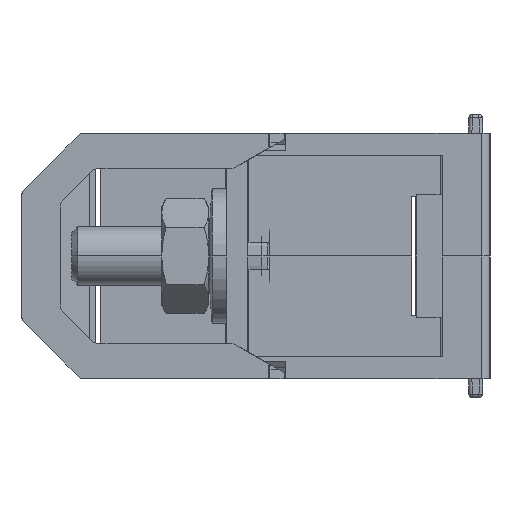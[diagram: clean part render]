
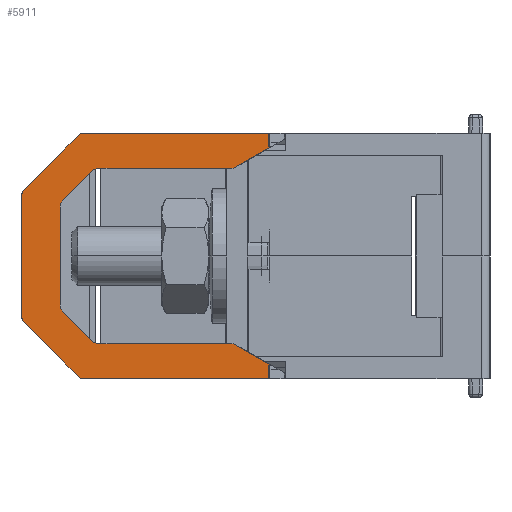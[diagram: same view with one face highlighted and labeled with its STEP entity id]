
A CAD part, left-side view. The second image highlights one B-rep face of the part: STEP entity #5911.
In plain terms, the highlighted planar face has unit normal (-1, 0, 0).
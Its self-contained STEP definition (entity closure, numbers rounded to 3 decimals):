
#5911=ADVANCED_FACE('',(#8178),#7286,.T.);
#7286=PLANE('',#31897);
#8178=FACE_OUTER_BOUND('',#9531,.T.);
#9531=EDGE_LOOP('',(#12101,#12102,#12103,#12104,#12105,#12106,#12107,#12108,
#12109,#12110,#12111,#12112,#12113,#12114,#12115,#12116,#12117,#12118,#12119,
#12120,#12121,#12122,#12123,#12124));
#10923=CIRCLE('',#31887,0.8);
#10924=CIRCLE('',#31888,1.5);
#10925=CIRCLE('',#31889,1.5);
#10926=CIRCLE('',#31890,1.5);
#10927=CIRCLE('',#31891,1.5);
#10928=CIRCLE('',#31892,1.5);
#10929=CIRCLE('',#31893,1.5);
#10930=CIRCLE('',#31894,0.8);
#10931=CIRCLE('',#31895,0.8);
#10932=CIRCLE('',#31896,0.8);
#12101=ORIENTED_EDGE('',*,*,#22440,.T.);
#12102=ORIENTED_EDGE('',*,*,#22441,.F.);
#12103=ORIENTED_EDGE('',*,*,#22225,.T.);
#12104=ORIENTED_EDGE('',*,*,#22236,.F.);
#12105=ORIENTED_EDGE('',*,*,#22442,.T.);
#12106=ORIENTED_EDGE('',*,*,#22443,.F.);
#12107=ORIENTED_EDGE('',*,*,#22444,.T.);
#12108=ORIENTED_EDGE('',*,*,#22445,.T.);
#12109=ORIENTED_EDGE('',*,*,#22446,.T.);
#12110=ORIENTED_EDGE('',*,*,#22447,.T.);
#12111=ORIENTED_EDGE('',*,*,#22448,.T.);
#12112=ORIENTED_EDGE('',*,*,#22449,.T.);
#12113=ORIENTED_EDGE('',*,*,#22450,.T.);
#12114=ORIENTED_EDGE('',*,*,#22451,.F.);
#12115=ORIENTED_EDGE('',*,*,#22452,.T.);
#12116=ORIENTED_EDGE('',*,*,#22349,.F.);
#12117=ORIENTED_EDGE('',*,*,#22210,.T.);
#12118=ORIENTED_EDGE('',*,*,#22195,.F.);
#12119=ORIENTED_EDGE('',*,*,#22453,.T.);
#12120=ORIENTED_EDGE('',*,*,#22454,.F.);
#12121=ORIENTED_EDGE('',*,*,#22455,.F.);
#12122=ORIENTED_EDGE('',*,*,#22383,.T.);
#12123=ORIENTED_EDGE('',*,*,#22456,.T.);
#12124=ORIENTED_EDGE('',*,*,#22457,.F.);
#19599=VERTEX_POINT('',#41442);
#19600=VERTEX_POINT('',#41444);
#19614=VERTEX_POINT('',#41475);
#19627=VERTEX_POINT('',#41506);
#19628=VERTEX_POINT('',#41507);
#19635=VERTEX_POINT('',#41527);
#19725=VERTEX_POINT('',#41752);
#19746=VERTEX_POINT('',#41815);
#19747=VERTEX_POINT('',#41817);
#19786=VERTEX_POINT('',#41936);
#19787=VERTEX_POINT('',#41937);
#19788=VERTEX_POINT('',#41940);
#19789=VERTEX_POINT('',#41942);
#19790=VERTEX_POINT('',#41944);
#19791=VERTEX_POINT('',#41946);
#19792=VERTEX_POINT('',#41948);
#19793=VERTEX_POINT('',#41950);
#19794=VERTEX_POINT('',#41952);
#19795=VERTEX_POINT('',#41954);
#19796=VERTEX_POINT('',#41956);
#19797=VERTEX_POINT('',#41958);
#19798=VERTEX_POINT('',#41961);
#19799=VERTEX_POINT('',#41963);
#19800=VERTEX_POINT('',#41966);
#22195=EDGE_CURVE('',#19599,#19600,#26129,.T.);
#22210=EDGE_CURVE('',#19614,#19600,#26139,.T.);
#22225=EDGE_CURVE('',#19627,#19628,#26153,.T.);
#22236=EDGE_CURVE('',#19635,#19628,#26162,.T.);
#22349=EDGE_CURVE('',#19614,#19725,#26269,.T.);
#22383=EDGE_CURVE('',#19746,#19747,#26299,.T.);
#22440=EDGE_CURVE('',#19786,#19787,#10923,.T.);
#22441=EDGE_CURVE('',#19627,#19787,#26349,.T.);
#22442=EDGE_CURVE('',#19635,#19788,#10924,.T.);
#22443=EDGE_CURVE('',#19789,#19788,#26350,.T.);
#22444=EDGE_CURVE('',#19789,#19790,#10925,.T.);
#22445=EDGE_CURVE('',#19790,#19791,#26351,.T.);
#22446=EDGE_CURVE('',#19791,#19792,#10926,.T.);
#22447=EDGE_CURVE('',#19792,#19793,#26352,.T.);
#22448=EDGE_CURVE('',#19793,#19794,#10927,.T.);
#22449=EDGE_CURVE('',#19794,#19795,#26353,.T.);
#22450=EDGE_CURVE('',#19795,#19796,#10928,.T.);
#22451=EDGE_CURVE('',#19797,#19796,#26354,.T.);
#22452=EDGE_CURVE('',#19797,#19725,#10929,.T.);
#22453=EDGE_CURVE('',#19599,#19798,#10930,.T.);
#22454=EDGE_CURVE('',#19799,#19798,#26355,.T.);
#22455=EDGE_CURVE('',#19746,#19799,#10931,.T.);
#22456=EDGE_CURVE('',#19747,#19800,#10932,.T.);
#22457=EDGE_CURVE('',#19786,#19800,#26356,.T.);
#26129=LINE('',#41443,#28963);
#26139=LINE('',#41474,#28973);
#26153=LINE('',#41505,#28987);
#26162=LINE('',#41528,#28996);
#26269=LINE('',#41751,#29103);
#26299=LINE('',#41818,#29133);
#26349=LINE('',#41938,#29183);
#26350=LINE('',#41941,#29184);
#26351=LINE('',#41945,#29185);
#26352=LINE('',#41949,#29186);
#26353=LINE('',#41953,#29187);
#26354=LINE('',#41957,#29188);
#26355=LINE('',#41962,#29189);
#26356=LINE('',#41967,#29190);
#28963=VECTOR('',#34070,1.);
#28973=VECTOR('',#34094,1.);
#28987=VECTOR('',#34116,1.);
#28996=VECTOR('',#34135,1.);
#29103=VECTOR('',#34296,1.);
#29133=VECTOR('',#34354,1.);
#29183=VECTOR('',#34464,1.);
#29184=VECTOR('',#34467,1.);
#29185=VECTOR('',#34470,1.);
#29186=VECTOR('',#34473,1.);
#29187=VECTOR('',#34476,1.);
#29188=VECTOR('',#34479,1.);
#29189=VECTOR('',#34484,1.);
#29190=VECTOR('',#34489,1.);
#31887=AXIS2_PLACEMENT_3D('',#41935,#34462,#34463);
#31888=AXIS2_PLACEMENT_3D('',#41939,#34465,#34466);
#31889=AXIS2_PLACEMENT_3D('',#41943,#34468,#34469);
#31890=AXIS2_PLACEMENT_3D('',#41947,#34471,#34472);
#31891=AXIS2_PLACEMENT_3D('',#41951,#34474,#34475);
#31892=AXIS2_PLACEMENT_3D('',#41955,#34477,#34478);
#31893=AXIS2_PLACEMENT_3D('',#41959,#34480,#34481);
#31894=AXIS2_PLACEMENT_3D('',#41960,#34482,#34483);
#31895=AXIS2_PLACEMENT_3D('',#41964,#34485,#34486);
#31896=AXIS2_PLACEMENT_3D('',#41965,#34487,#34488);
#31897=AXIS2_PLACEMENT_3D('',#41968,#34490,#34491);
#34070=DIRECTION('',(0.,-1.,0.));
#34094=DIRECTION('',(0.,0.,1.));
#34116=DIRECTION('',(0.,0.,1.));
#34135=DIRECTION('',(0.,-0.866,-0.5));
#34296=DIRECTION('',(0.,0.866,-0.5));
#34354=DIRECTION('',(0.,0.,-1.));
#34462=DIRECTION('',(-1.,0.,0.));
#34463=DIRECTION('',(0.,0.707,-0.707));
#34464=DIRECTION('',(0.,1.,0.));
#34465=DIRECTION('',(-1.,0.,0.));
#34466=DIRECTION('',(0.,-0.5,0.866));
#34467=DIRECTION('',(0.,-1.,0.));
#34468=DIRECTION('',(1.,0.,0.));
#34469=DIRECTION('',(0.,0.,-1.));
#34470=DIRECTION('',(0.,0.707,0.707));
#34471=DIRECTION('',(1.,0.,0.));
#34472=DIRECTION('',(0.,0.707,-0.707));
#34473=DIRECTION('',(0.,0.,1.));
#34474=DIRECTION('',(1.,0.,0.));
#34475=DIRECTION('',(0.,1.,0.));
#34476=DIRECTION('',(0.,-0.707,0.707));
#34477=DIRECTION('',(1.,0.,0.));
#34478=DIRECTION('',(0.,0.707,0.707));
#34479=DIRECTION('',(0.,1.,0.));
#34480=DIRECTION('',(-1.,0.,0.));
#34481=DIRECTION('',(0.,0.,-1.));
#34482=DIRECTION('',(-1.,0.,0.));
#34483=DIRECTION('',(0.,0.,1.));
#34484=DIRECTION('',(0.,-0.707,0.707));
#34485=DIRECTION('',(1.,0.,0.));
#34486=DIRECTION('',(0.,1.,0.));
#34487=DIRECTION('',(-1.,0.,0.));
#34488=DIRECTION('',(0.,1.,0.));
#34489=DIRECTION('',(0.,0.707,0.707));
#34490=DIRECTION('',(-1.,0.,0.));
#34491=DIRECTION('',(0.,-1.,0.));
#41442=CARTESIAN_POINT('',(-109.75,63.669,41.95));
#41443=CARTESIAN_POINT('',(-109.75,63.669,41.95));
#41444=CARTESIAN_POINT('',(-109.75,31.783,41.95));
#41474=CARTESIAN_POINT('',(-109.75,31.783,39.459));
#41475=CARTESIAN_POINT('',(-109.75,31.783,39.459));
#41505=CARTESIAN_POINT('',(-109.75,31.783,0.05));
#41506=CARTESIAN_POINT('',(-109.75,31.783,0.05));
#41507=CARTESIAN_POINT('',(-109.75,31.783,2.541));
#41527=CARTESIAN_POINT('',(-109.75,37.426,5.799));
#41528=CARTESIAN_POINT('',(-109.75,37.426,5.799));
#41751=CARTESIAN_POINT('',(-109.75,31.783,39.459));
#41752=CARTESIAN_POINT('',(-109.75,37.426,36.201));
#41815=CARTESIAN_POINT('',(-109.75,74.,31.619));
#41817=CARTESIAN_POINT('',(-109.75,74.,10.381));
#41818=CARTESIAN_POINT('',(-109.75,74.,31.619));
#41935=CARTESIAN_POINT('',(-109.75,63.669,0.85));
#41936=CARTESIAN_POINT('',(-109.75,64.234,0.284));
#41937=CARTESIAN_POINT('',(-109.75,63.669,0.05));
#41938=CARTESIAN_POINT('',(-109.75,31.783,0.05));
#41939=CARTESIAN_POINT('',(-109.75,38.176,4.5));
#41940=CARTESIAN_POINT('',(-109.75,38.176,6.));
#41941=CARTESIAN_POINT('',(-109.75,60.843,6.));
#41942=CARTESIAN_POINT('',(-109.75,60.843,6.));
#41943=CARTESIAN_POINT('',(-109.75,60.843,7.5));
#41944=CARTESIAN_POINT('',(-109.75,61.904,6.439));
#41945=CARTESIAN_POINT('',(-109.75,61.904,6.439));
#41946=CARTESIAN_POINT('',(-109.75,67.061,11.596));
#41947=CARTESIAN_POINT('',(-109.75,66.,12.657));
#41948=CARTESIAN_POINT('',(-109.75,67.5,12.657));
#41949=CARTESIAN_POINT('',(-109.75,67.5,12.657));
#41950=CARTESIAN_POINT('',(-109.75,67.5,29.343));
#41951=CARTESIAN_POINT('',(-109.75,66.,29.343));
#41952=CARTESIAN_POINT('',(-109.75,67.061,30.404));
#41953=CARTESIAN_POINT('',(-109.75,67.061,30.404));
#41954=CARTESIAN_POINT('',(-109.75,61.904,35.561));
#41955=CARTESIAN_POINT('',(-109.75,60.843,34.5));
#41956=CARTESIAN_POINT('',(-109.75,60.843,36.));
#41957=CARTESIAN_POINT('',(-109.75,38.176,36.));
#41958=CARTESIAN_POINT('',(-109.75,38.176,36.));
#41959=CARTESIAN_POINT('',(-109.75,38.176,37.5));
#41960=CARTESIAN_POINT('',(-109.75,63.669,41.15));
#41961=CARTESIAN_POINT('',(-109.75,64.234,41.716));
#41962=CARTESIAN_POINT('',(-109.75,73.766,32.184));
#41963=CARTESIAN_POINT('',(-109.75,73.766,32.184));
#41964=CARTESIAN_POINT('',(-109.75,73.2,31.619));
#41965=CARTESIAN_POINT('',(-109.75,73.2,10.381));
#41966=CARTESIAN_POINT('',(-109.75,73.766,9.816));
#41967=CARTESIAN_POINT('',(-109.75,64.234,0.284));
#41968=CARTESIAN_POINT('',(-109.75,29.2,41.95));
